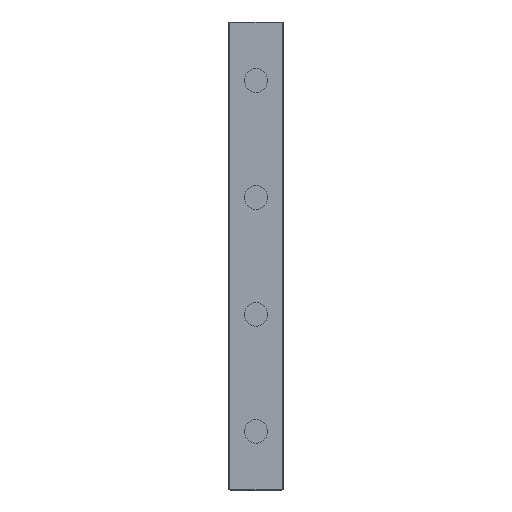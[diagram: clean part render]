
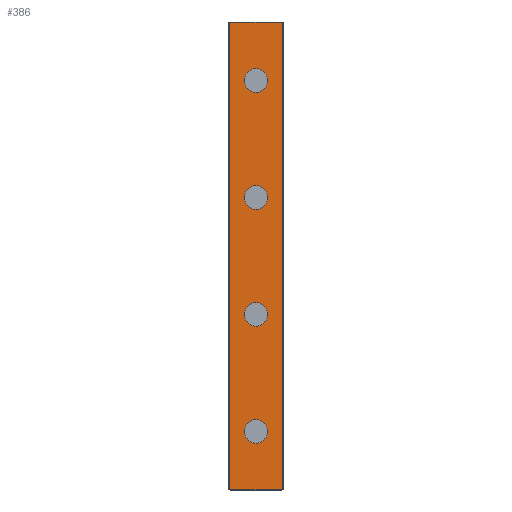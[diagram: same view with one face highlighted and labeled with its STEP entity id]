
A CAD part, top view. The second image highlights one B-rep face of the part: STEP entity #386.
In plain terms, the highlighted planar face has unit normal (0, 0, 1).
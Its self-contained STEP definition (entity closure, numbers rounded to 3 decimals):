
#386=ADVANCED_FACE('',(#789,#790,#791,#792,#793),#794,.T.);
#789=FACE_BOUND('',#1206,.T.);
#790=FACE_BOUND('',#1207,.T.);
#791=FACE_BOUND('',#1208,.T.);
#792=FACE_BOUND('',#1209,.T.);
#793=FACE_OUTER_BOUND('',#1210,.T.);
#794=PLANE('',#1211);
#1206=EDGE_LOOP('',(#2322,#2323));
#1207=EDGE_LOOP('',(#2324,#2325));
#1208=EDGE_LOOP('',(#2326,#2327));
#1209=EDGE_LOOP('',(#2328,#2329));
#1210=EDGE_LOOP('',(#2330,#2331,#2332,#2333));
#1211=AXIS2_PLACEMENT_3D('',#2334,#2335,#2336);
#2322=ORIENTED_EDGE('',*,*,#2513,.T.);
#2323=ORIENTED_EDGE('',*,*,#2859,.T.);
#2324=ORIENTED_EDGE('',*,*,#2503,.T.);
#2325=ORIENTED_EDGE('',*,*,#2865,.T.);
#2326=ORIENTED_EDGE('',*,*,#2493,.T.);
#2327=ORIENTED_EDGE('',*,*,#2871,.T.);
#2328=ORIENTED_EDGE('',*,*,#2483,.T.);
#2329=ORIENTED_EDGE('',*,*,#2877,.T.);
#2330=ORIENTED_EDGE('',*,*,#2846,.T.);
#2331=ORIENTED_EDGE('',*,*,#2907,.F.);
#2332=ORIENTED_EDGE('',*,*,#2728,.F.);
#2333=ORIENTED_EDGE('',*,*,#2905,.T.);
#2334=CARTESIAN_POINT('',(0.0,120.0,5.2));
#2335=DIRECTION('',(0.0,0.0,1.0));
#2336=DIRECTION('',(-1.0,0.0,-0.0));
#2483=EDGE_CURVE('',#2968,#2965,#2969,.T.);
#2493=EDGE_CURVE('',#2986,#2983,#2987,.T.);
#2503=EDGE_CURVE('',#3004,#3001,#3005,.T.);
#2513=EDGE_CURVE('',#3022,#3019,#3023,.T.);
#2728=EDGE_CURVE('',#3342,#3344,#3345,.T.);
#2846=EDGE_CURVE('',#3533,#3531,#3534,.T.);
#2859=EDGE_CURVE('',#3019,#3022,#3556,.T.);
#2865=EDGE_CURVE('',#3001,#3004,#3562,.T.);
#2871=EDGE_CURVE('',#2983,#2986,#3568,.T.);
#2877=EDGE_CURVE('',#2965,#2968,#3574,.T.);
#2905=EDGE_CURVE('',#3342,#3533,#3602,.T.);
#2907=EDGE_CURVE('',#3344,#3531,#3604,.T.);
#2965=VERTEX_POINT('',#3668);
#2968=VERTEX_POINT('',#3672);
#2969=CIRCLE('',#3673,3.0);
#2983=VERTEX_POINT('',#3690);
#2986=VERTEX_POINT('',#3694);
#2987=CIRCLE('',#3695,3.0);
#3001=VERTEX_POINT('',#3712);
#3004=VERTEX_POINT('',#3716);
#3005=CIRCLE('',#3717,3.0);
#3019=VERTEX_POINT('',#3734);
#3022=VERTEX_POINT('',#3738);
#3023=CIRCLE('',#3739,3.0);
#3342=VERTEX_POINT('',#4186);
#3344=VERTEX_POINT('',#4189);
#3345=LINE('',#4190,#4191);
#3531=VERTEX_POINT('',#4455);
#3533=VERTEX_POINT('',#4458);
#3534=LINE('',#4459,#4460);
#3556=CIRCLE('',#4486,3.0);
#3562=CIRCLE('',#4492,3.0);
#3568=CIRCLE('',#4498,3.0);
#3574=CIRCLE('',#4504,3.0);
#3602=LINE('',#4543,#4544);
#3604=LINE('',#4546,#4547);
#3668=CARTESIAN_POINT('',(3.0,15.0,5.2));
#3672=CARTESIAN_POINT('',(-3.0,15.0,5.2));
#3673=AXIS2_PLACEMENT_3D('',#4615,#4616,#4617);
#3690=CARTESIAN_POINT('',(3.0,45.0,5.2));
#3694=CARTESIAN_POINT('',(-3.0,45.0,5.2));
#3695=AXIS2_PLACEMENT_3D('',#4631,#4632,#4633);
#3712=CARTESIAN_POINT('',(3.0,75.0,5.2));
#3716=CARTESIAN_POINT('',(-3.0,75.0,5.2));
#3717=AXIS2_PLACEMENT_3D('',#4647,#4648,#4649);
#3734=CARTESIAN_POINT('',(3.0,105.0,5.2));
#3738=CARTESIAN_POINT('',(-3.0,105.0,5.2));
#3739=AXIS2_PLACEMENT_3D('',#4663,#4664,#4665);
#4186=CARTESIAN_POINT('',(-6.7,120.0,5.2));
#4189=CARTESIAN_POINT('',(6.7,120.0,5.2));
#4190=CARTESIAN_POINT('',(-6.7,120.0,5.2));
#4191=VECTOR('',#4879,1.0);
#4455=CARTESIAN_POINT('',(6.7,0.0,5.2));
#4458=CARTESIAN_POINT('',(-6.7,0.0,5.2));
#4459=CARTESIAN_POINT('',(-6.7,0.0,5.2));
#4460=VECTOR('',#5001,1.0);
#4486=AXIS2_PLACEMENT_3D('',#5027,#5028,#5029);
#4492=AXIS2_PLACEMENT_3D('',#5036,#5037,#5038);
#4498=AXIS2_PLACEMENT_3D('',#5045,#5046,#5047);
#4504=AXIS2_PLACEMENT_3D('',#5054,#5055,#5056);
#4543=CARTESIAN_POINT('',(-6.7,120.0,5.2));
#4544=VECTOR('',#5074,1.0);
#4546=CARTESIAN_POINT('',(6.7,120.0,5.2));
#4547=VECTOR('',#5075,1.0);
#4615=CARTESIAN_POINT('',(0.0,15.0,5.2));
#4616=DIRECTION('',(0.0,0.0,-1.0));
#4617=DIRECTION('',(1.0,0.0,0.0));
#4631=CARTESIAN_POINT('',(0.0,45.0,5.2));
#4632=DIRECTION('',(0.0,0.0,-1.0));
#4633=DIRECTION('',(1.0,0.0,0.0));
#4647=CARTESIAN_POINT('',(0.0,75.0,5.2));
#4648=DIRECTION('',(0.0,0.0,-1.0));
#4649=DIRECTION('',(1.0,0.0,0.0));
#4663=CARTESIAN_POINT('',(0.0,105.0,5.2));
#4664=DIRECTION('',(0.0,0.0,-1.0));
#4665=DIRECTION('',(1.0,0.0,0.0));
#4879=DIRECTION('',(1.0,0.0,0.0));
#5001=DIRECTION('',(1.0,0.0,0.0));
#5027=CARTESIAN_POINT('',(0.0,105.0,5.2));
#5028=DIRECTION('',(0.0,0.0,-1.0));
#5029=DIRECTION('',(1.0,0.0,0.0));
#5036=CARTESIAN_POINT('',(0.0,75.0,5.2));
#5037=DIRECTION('',(0.0,0.0,-1.0));
#5038=DIRECTION('',(1.0,0.0,0.0));
#5045=CARTESIAN_POINT('',(0.0,45.0,5.2));
#5046=DIRECTION('',(0.0,0.0,-1.0));
#5047=DIRECTION('',(1.0,0.0,0.0));
#5054=CARTESIAN_POINT('',(0.0,15.0,5.2));
#5055=DIRECTION('',(0.0,0.0,-1.0));
#5056=DIRECTION('',(1.0,0.0,0.0));
#5074=DIRECTION('',(0.0,-1.0,0.0));
#5075=DIRECTION('',(0.0,-1.0,0.0));
